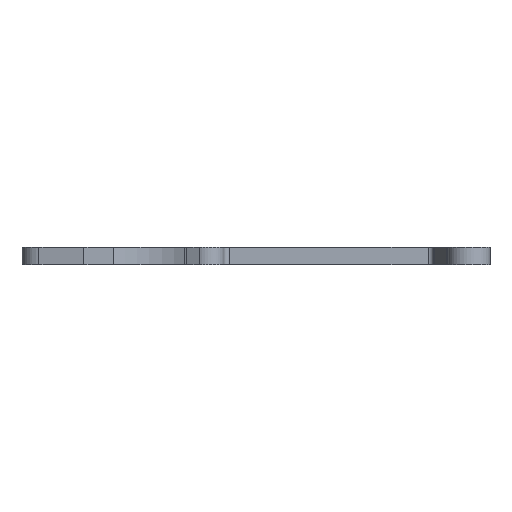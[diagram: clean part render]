
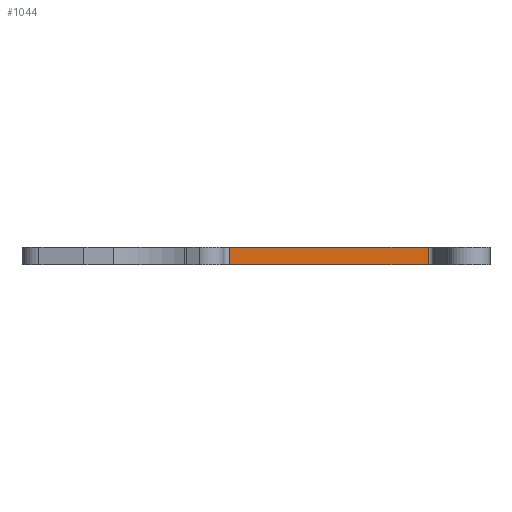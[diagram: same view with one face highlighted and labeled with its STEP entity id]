
A CAD part, front view. The second image highlights one B-rep face of the part: STEP entity #1044.
In plain terms, the highlighted planar face has unit normal (0, -1, 0).
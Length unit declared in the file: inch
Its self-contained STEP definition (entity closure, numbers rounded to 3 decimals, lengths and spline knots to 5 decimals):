
#159=FACE_OUTER_BOUND('',#211,.T.);
#211=EDGE_LOOP('',(#820,#821,#822,#823));
#311=LINE('',#1702,#403);
#312=LINE('',#1705,#404);
#313=LINE('',#1707,#405);
#314=LINE('',#1708,#406);
#403=VECTOR('',#1396,0.3937);
#404=VECTOR('',#1399,0.3937);
#405=VECTOR('',#1400,0.3937);
#406=VECTOR('',#1401,0.3937);
#504=VERTEX_POINT('',#1698);
#505=VERTEX_POINT('',#1700);
#506=VERTEX_POINT('',#1704);
#507=VERTEX_POINT('',#1706);
#637=EDGE_CURVE('',#504,#505,#311,.T.);
#638=EDGE_CURVE('',#504,#506,#312,.T.);
#639=EDGE_CURVE('',#507,#505,#313,.T.);
#640=EDGE_CURVE('',#506,#507,#314,.T.);
#820=ORIENTED_EDGE('',*,*,#638,.F.);
#821=ORIENTED_EDGE('',*,*,#637,.T.);
#822=ORIENTED_EDGE('',*,*,#639,.F.);
#823=ORIENTED_EDGE('',*,*,#640,.F.);
#1000=PLANE('',#1152);
#1044=ADVANCED_FACE('',(#159),#1000,.T.);
#1152=AXIS2_PLACEMENT_3D('',#1703,#1397,#1398);
#1396=DIRECTION('',(0.,0.,1.));
#1397=DIRECTION('center_axis',(0.,-1.,0.));
#1398=DIRECTION('ref_axis',(1.,0.,0.));
#1399=DIRECTION('',(-1.,0.,0.));
#1400=DIRECTION('',(1.,0.,0.));
#1401=DIRECTION('',(0.,0.,1.));
#1698=CARTESIAN_POINT('',(1.35273,0.77255,0.));
#1700=CARTESIAN_POINT('',(1.35273,0.77255,0.2));
#1702=CARTESIAN_POINT('',(1.35273,0.77255,0.));
#1703=CARTESIAN_POINT('Origin',(-0.98229,0.77255,0.));
#1704=CARTESIAN_POINT('',(-0.98229,0.77255,0.));
#1705=CARTESIAN_POINT('',(1.35273,0.77255,0.));
#1706=CARTESIAN_POINT('',(-0.98229,0.77255,0.2));
#1707=CARTESIAN_POINT('',(1.35273,0.77255,0.2));
#1708=CARTESIAN_POINT('',(-0.98229,0.77255,0.));
